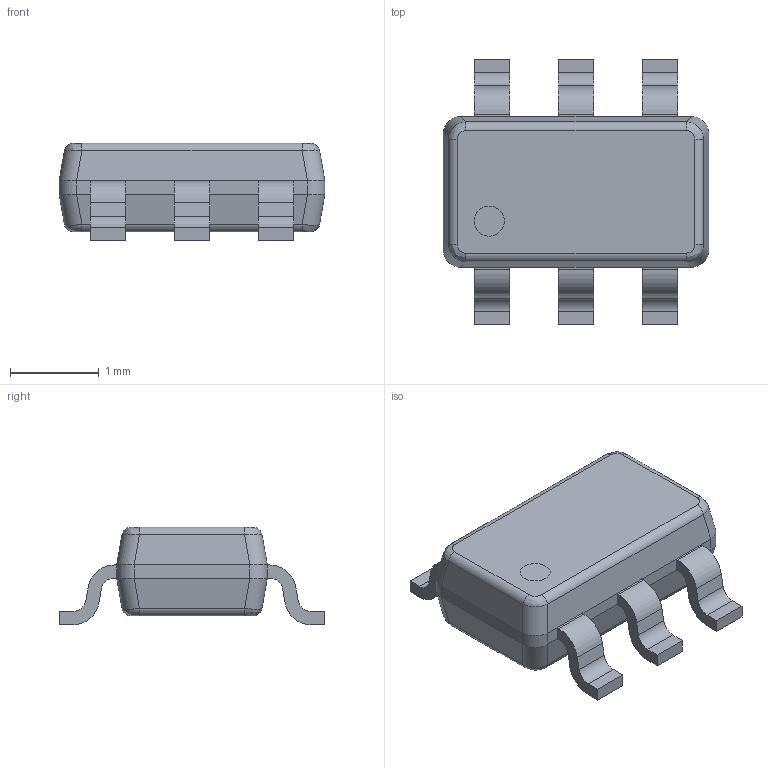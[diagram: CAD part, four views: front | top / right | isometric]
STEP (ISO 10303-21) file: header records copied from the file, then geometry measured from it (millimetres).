
FILE_DESCRIPTION(('STEP AP214'), '1');
FILE_NAME('MO-193AA', '2016-08-19T02:04:35', ('Nobody'), (''), 'ASCON STEP Converter 1.3', 'ASCON Math Kernel', '');
FILE_SCHEMA(('AUTOMOTIVE_DESIGN { 1 0 10303 214 3 1 1}'));
Length unit declared in the file: millimetre
Bounding box: 3 x 3 x 1.1 mm (x, y, z)
Volume: 5.2 mm3; surface area: 26 mm2
Topology: 7 solids, 7 shells, 127 faces, 345 edges, 239 vertices
Faces by surface type: plane 75, cylinder 44, bspline 8
Entity records: 5151 total; most frequent: CARTESIAN_POINT 878, ORIENTED_EDGE 642, DIRECTION 626, EDGE_CURVE 321, LINE 256, VECTOR 256, VERTEX_POINT 209, AXIS2_PLACEMENT_3D 185
